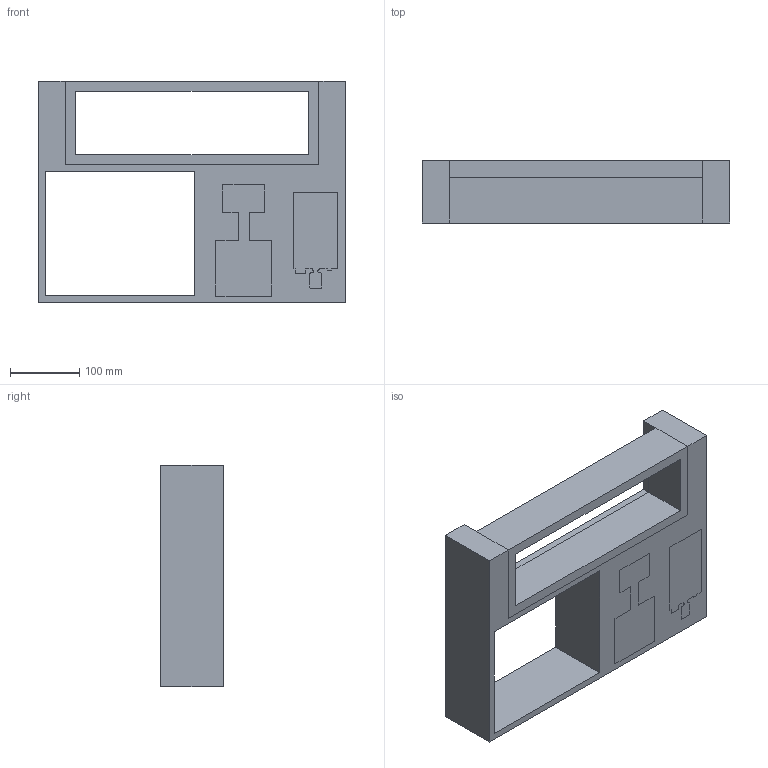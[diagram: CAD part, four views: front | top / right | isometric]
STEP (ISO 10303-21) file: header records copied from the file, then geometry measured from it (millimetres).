
FILE_DESCRIPTION(/* description */ ('VariCAD 2023-2.03 AP-214'),/* implementation_level */ '2;1');
FILE_NAME(/* name */ 'pìna dolni.stp',/* time_stamp */ '2023-06-18T20:04:02+01:00',/* author */ (''),/* organization */ (''),/* preprocessor_version */ 'VariCAD 2023-2.03',/* originating_system */ 'VariCAD 2023-2.03; kernel version (20180118)',/* authorisation */ '');
FILE_SCHEMA(('AUTOMOTIVE_DESIGN'));
Length unit declared in the file: millimetre
Products named in the file (2): pěna dolni
Assembly tree (1 placements, depth 2):
  pěna dolni
    (unnamed)
Bounding box: 443 x 90 x 320 mm (x, y, z)
Volume: 4898819 mm3; surface area: 490719.1 mm2
Topology: 1 solids, 1 shells, 101 faces, 362 edges, 267 vertices
Faces by surface type: plane 95, cylinder 6
Entity records: 3972 total; most frequent: CARTESIAN_POINT 734, ORIENTED_EDGE 724, DIRECTION 590, EDGE_CURVE 362, LINE 344, VECTOR 344, VERTEX_POINT 267, AXIS2_PLACEMENT_3D 123
